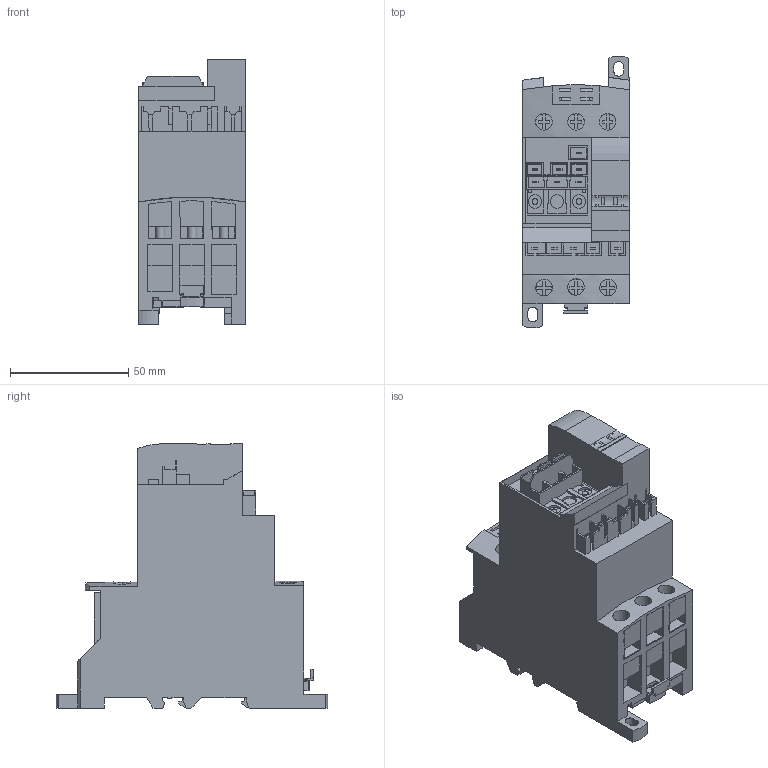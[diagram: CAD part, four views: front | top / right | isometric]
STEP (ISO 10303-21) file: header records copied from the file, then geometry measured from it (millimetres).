
FILE_DESCRIPTION((''),'2;1');
FILE_NAME('1668665440729_ASM','2022-11-17T11:41:01',('SESA540900'),('Schneider-Electric'),'CREO PARAMETRIC BY PTC INC, 2021284','CREO PARAMETRIC BY PTC INC, 2021284','');
FILE_SCHEMA(('AP242_MANAGED_MODEL_BASED_3D_ENGINEERING_MIM_LF { 1 0 10303 442 1 1 4 }'));
Length unit declared in the file: millimetre
Products named in the file (4): EMPTYNODE_1668665440765_ASM; LU6MB0BL; LU6MB0BL-3D_ASM; 1668665440729_ASM
Assembly tree (3 placements, depth 3):
  1668665440729_ASM
    EMPTYNODE_1668665440765_ASM
    LU6MB0BL-3D_ASM
      LU6MB0BL
Bounding box: 45 x 115.04 x 111.96 mm (x, y, z)
Volume: 272760.2 mm3; surface area: 53761.4 mm2
Topology: 1 solids, 10 shells, 1014 faces, 2782 edges, 1834 vertices
Faces by surface type: plane 912, cylinder 95, extrusion 7
Entity records: 43406 total; most frequent: CARTESIAN_POINT 6058, ORIENTED_EDGE 5564, DIRECTION 4988, PRESENTATION_STYLE_ASSIGNMENT 3027, STYLED_ITEM 2783, CURVE_STYLE 2782, EDGE_CURVE 2782, VECTOR 2506
